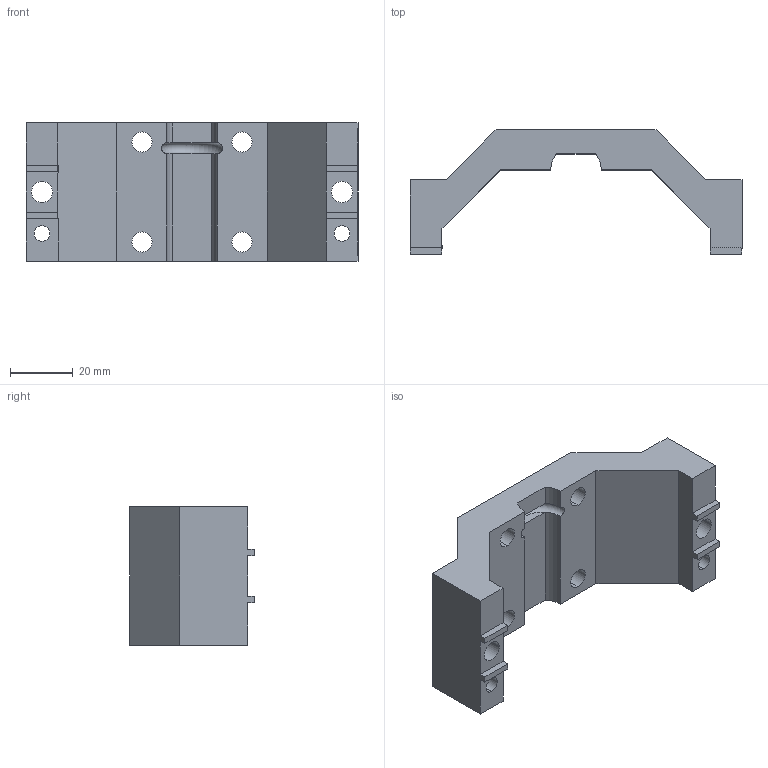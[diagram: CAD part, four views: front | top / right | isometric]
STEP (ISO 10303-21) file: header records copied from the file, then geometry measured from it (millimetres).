
FILE_DESCRIPTION (( 'STEP AP203' ), '1' );
FILE_NAME ('C00017 Load Bracket V2.STEP', '2016-09-04T22:08:55', ( '' ), ( '' ), 'SwSTEP 2.0', 'SolidWorks 2016', '' );
FILE_SCHEMA (( 'CONFIG_CONTROL_DESIGN' ));
Length unit declared in the file: inch
Products named in the file (1): C00017 Load Bracket V2
Bounding box: 105.41 x 39.47 x 43.94 mm (x, y, z)
Volume: 61744.9 mm3; surface area: 18720.8 mm2
Topology: 1 solids, 1 shells, 58 faces, 164 edges, 108 vertices
Faces by surface type: plane 37, cylinder 20, torus 1
Entity records: 1991 total; most frequent: CARTESIAN_POINT 331, ORIENTED_EDGE 328, DIRECTION 326, EDGE_CURVE 164, LINE 120, VECTOR 120, VERTEX_POINT 108, AXIS2_PLACEMENT_3D 103
